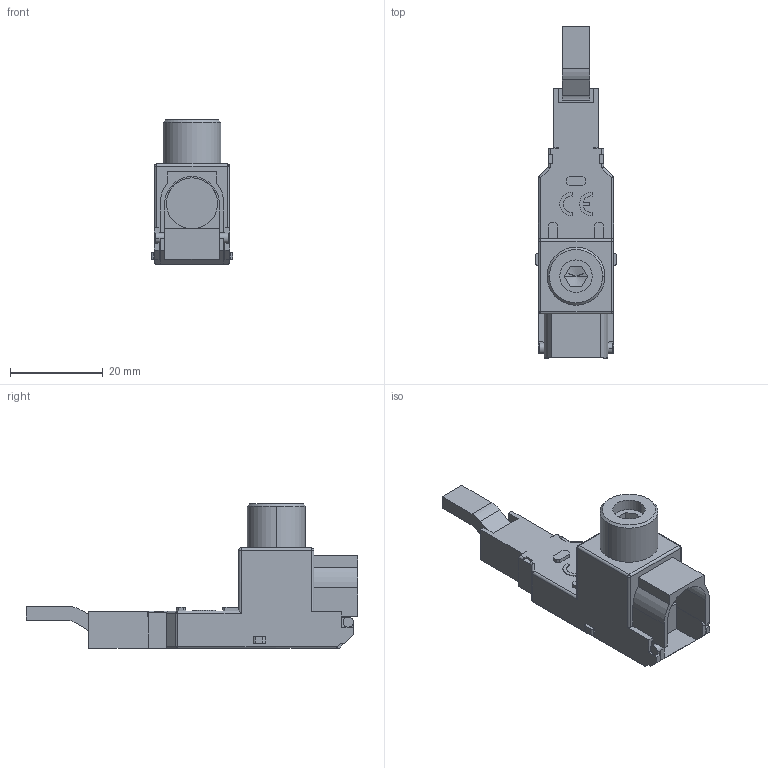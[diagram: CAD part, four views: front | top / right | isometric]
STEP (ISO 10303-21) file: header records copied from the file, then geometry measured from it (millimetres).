
FILE_DESCRIPTION (( 'STEP AP203' ), '1' );
FILE_NAME ('ZEK35-UL-1.STEP', '2024-08-07T12:00:10', ( '' ), ( '' ), 'SwSTEP 2.0', 'SolidWorks 2023', '' );
FILE_SCHEMA (( 'CONFIG_CONTROL_DESIGN' ));
Length unit declared in the file: inch
Products named in the file (1): ZEK35-UL-1
Bounding box: 17.6 x 71.6 x 31.1 mm (x, y, z)
Volume: 9327.3 mm3; surface area: 6946.9 mm2
Topology: 1 solids, 1 shells, 222 faces, 594 edges, 372 vertices
Faces by surface type: plane 153, cylinder 51, bspline 8, cone 8, torus 2
Entity records: 6978 total; most frequent: CARTESIAN_POINT 1421, ORIENTED_EDGE 1166, DIRECTION 1103, EDGE_CURVE 583, LINE 447, VECTOR 447, VERTEX_POINT 370, AXIS2_PLACEMENT_3D 328
